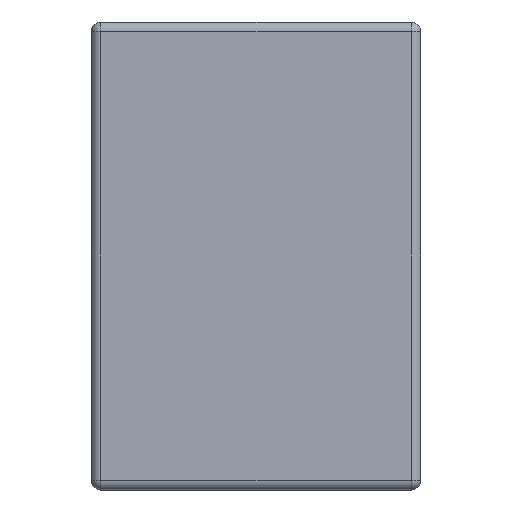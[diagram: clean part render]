
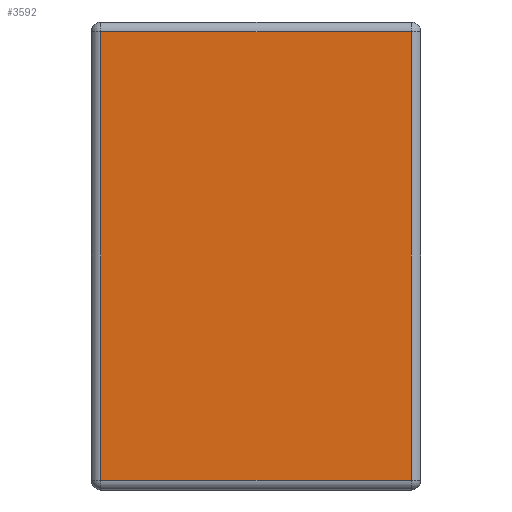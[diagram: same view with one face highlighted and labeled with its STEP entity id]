
A CAD part, left-side view. The second image highlights one B-rep face of the part: STEP entity #3592.
In plain terms, the highlighted planar face has unit normal (-1, 0, 0).
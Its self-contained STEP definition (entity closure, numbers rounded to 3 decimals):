
#145 = VERTEX_POINT ( 'NONE', #2762 ) ;
#226 = CARTESIAN_POINT ( 'NONE',  ( 0., 0., 0. ) ) ;
#397 = LINE ( 'NONE', #2330, #4599 ) ;
#398 = EDGE_CURVE ( 'NONE', #557, #145, #397, .T. ) ;
#449 = AXIS2_PLACEMENT_3D ( 'NONE', #226, #1599, #3417 ) ;
#509 = VECTOR ( 'NONE', #3621, 1000. ) ;
#557 = VERTEX_POINT ( 'NONE', #954 ) ;
#593 = CARTESIAN_POINT ( 'NONE',  ( 0., 0.046, -0.046 ) ) ;
#605 = EDGE_CURVE ( 'NONE', #3347, #557, #3946, .T. ) ;
#954 = CARTESIAN_POINT ( 'NONE',  ( 0., 1.504, -0.046 ) ) ;
#963 = CARTESIAN_POINT ( 'NONE',  ( 0., 0.046, 0. ) ) ;
#1036 = LINE ( 'NONE', #963, #509 ) ;
#1112 = ORIENTED_EDGE ( 'NONE', *, *, #398, .T. ) ;
#1114 = VERTEX_POINT ( 'NONE', #4629 ) ;
#1174 = EDGE_CURVE ( 'NONE', #145, #1114, #2506, .T. ) ;
#1302 = ORIENTED_EDGE ( 'NONE', *, *, #2479, .T. ) ;
#1391 = DIRECTION ( 'NONE',  ( 0., -1., 0. ) ) ;
#1599 = DIRECTION ( 'NONE',  ( -1., 0., 0. ) ) ;
#2330 = CARTESIAN_POINT ( 'NONE',  ( 0., 1.504, -2.2 ) ) ;
#2479 = EDGE_CURVE ( 'NONE', #1114, #3347, #1036, .T. ) ;
#2506 = LINE ( 'NONE', #3873, #4451 ) ;
#2583 = ORIENTED_EDGE ( 'NONE', *, *, #605, .T. ) ;
#2762 = CARTESIAN_POINT ( 'NONE',  ( 0., 1.504, -2.154 ) ) ;
#2999 = DIRECTION ( 'NONE',  ( 0., 0., -1. ) ) ;
#3309 = VECTOR ( 'NONE', #4255, 1000. ) ;
#3347 = VERTEX_POINT ( 'NONE', #593 ) ;
#3417 = DIRECTION ( 'NONE',  ( 0., 0., 1. ) ) ;
#3592 = ADVANCED_FACE ( 'NONE', ( #4147 ), #3943, .T. ) ;
#3597 = EDGE_LOOP ( 'NONE', ( #4179, #1302, #2583, #1112 ) ) ;
#3621 = DIRECTION ( 'NONE',  ( 0., 0., 1. ) ) ;
#3873 = CARTESIAN_POINT ( 'NONE',  ( 0., 0., -2.154 ) ) ;
#3915 = CARTESIAN_POINT ( 'NONE',  ( 0., 1.55, -0.046 ) ) ;
#3943 = PLANE ( 'NONE',  #449 ) ;
#3946 = LINE ( 'NONE', #3915, #3309 ) ;
#4147 = FACE_OUTER_BOUND ( 'NONE', #3597, .T. ) ;
#4179 = ORIENTED_EDGE ( 'NONE', *, *, #1174, .T. ) ;
#4255 = DIRECTION ( 'NONE',  ( 0., 1., 0. ) ) ;
#4451 = VECTOR ( 'NONE', #1391, 1000. ) ;
#4599 = VECTOR ( 'NONE', #2999, 1000. ) ;
#4629 = CARTESIAN_POINT ( 'NONE',  ( 0., 0.046, -2.154 ) ) ;
